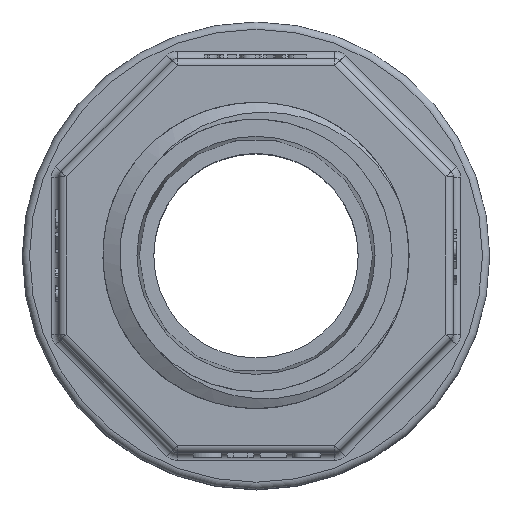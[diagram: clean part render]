
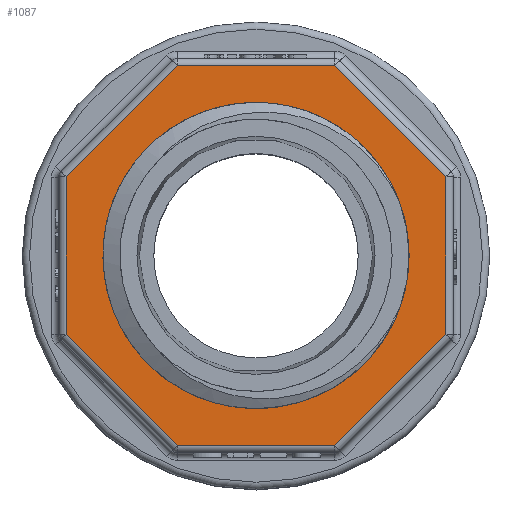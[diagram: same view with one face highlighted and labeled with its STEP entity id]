
A CAD part, top view. The second image highlights one B-rep face of the part: STEP entity #1087.
In plain terms, the highlighted planar face has unit normal (0, 0, 1).
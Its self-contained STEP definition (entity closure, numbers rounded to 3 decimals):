
#151=LINE('',#10360,#376);
#152=LINE('',#10363,#377);
#153=LINE('',#10365,#378);
#154=LINE('',#10367,#379);
#155=LINE('',#10369,#380);
#156=LINE('',#10371,#381);
#157=LINE('',#10373,#382);
#158=LINE('',#10375,#383);
#376=VECTOR('',#5201,1.);
#377=VECTOR('',#5202,1.);
#378=VECTOR('',#5203,1.);
#379=VECTOR('',#5204,1.);
#380=VECTOR('',#5205,1.);
#381=VECTOR('',#5206,1.);
#382=VECTOR('',#5207,1.);
#383=VECTOR('',#5208,1.);
#705=PLANE('',#4823);
#919=FACE_BOUND('',#1644,.T.);
#920=FACE_BOUND('',#1645,.T.);
#993=CIRCLE('',#4821,9.316);
#994=CIRCLE('',#4822,10.478);
#1087=ADVANCED_FACE('',(#919,#920),#705,.T.);
#1644=EDGE_LOOP('',(#2158,#2159,#2160,#2161,#2162,#2163,#2164,#2165));
#1645=EDGE_LOOP('',(#2166,#2167,#2168,#2169));
#2158=ORIENTED_EDGE('',*,*,#3906,.T.);
#2159=ORIENTED_EDGE('',*,*,#3907,.T.);
#2160=ORIENTED_EDGE('',*,*,#3908,.T.);
#2161=ORIENTED_EDGE('',*,*,#3909,.T.);
#2162=ORIENTED_EDGE('',*,*,#3910,.T.);
#2163=ORIENTED_EDGE('',*,*,#3911,.T.);
#2164=ORIENTED_EDGE('',*,*,#3912,.T.);
#2165=ORIENTED_EDGE('',*,*,#3913,.T.);
#2166=ORIENTED_EDGE('',*,*,#3914,.F.);
#2167=ORIENTED_EDGE('',*,*,#3915,.F.);
#2168=ORIENTED_EDGE('',*,*,#3916,.F.);
#2169=ORIENTED_EDGE('',*,*,#3917,.F.);
#3462=VERTEX_POINT('',#10361);
#3463=VERTEX_POINT('',#10362);
#3464=VERTEX_POINT('',#10364);
#3465=VERTEX_POINT('',#10366);
#3466=VERTEX_POINT('',#10368);
#3467=VERTEX_POINT('',#10370);
#3468=VERTEX_POINT('',#10372);
#3469=VERTEX_POINT('',#10374);
#3470=VERTEX_POINT('',#10386);
#3471=VERTEX_POINT('',#10387);
#3472=VERTEX_POINT('',#10389);
#3473=VERTEX_POINT('',#10398);
#3906=EDGE_CURVE('',#3462,#3463,#151,.T.);
#3907=EDGE_CURVE('',#3463,#3464,#152,.T.);
#3908=EDGE_CURVE('',#3464,#3465,#153,.T.);
#3909=EDGE_CURVE('',#3465,#3466,#154,.T.);
#3910=EDGE_CURVE('',#3466,#3467,#155,.T.);
#3911=EDGE_CURVE('',#3467,#3468,#156,.T.);
#3912=EDGE_CURVE('',#3468,#3469,#157,.T.);
#3913=EDGE_CURVE('',#3469,#3462,#158,.T.);
#3914=EDGE_CURVE('',#3470,#3471,#4515,.T.);
#3915=EDGE_CURVE('',#3472,#3470,#993,.T.);
#3916=EDGE_CURVE('',#3473,#3472,#4516,.T.);
#3917=EDGE_CURVE('',#3471,#3473,#994,.T.);
#4515=B_SPLINE_CURVE_WITH_KNOTS('',3,(#10376,#10377,#10378,#10379,#10380,
#10381,#10382,#10383,#10384,#10385),.UNSPECIFIED.,.F.,.F.,(4,2,2,2,4),(0.,
0.25,0.5,0.75,1.),.UNSPECIFIED.);
#4516=B_SPLINE_CURVE_WITH_KNOTS('',3,(#10390,#10391,#10392,#10393,#10394,
#10395,#10396,#10397),.UNSPECIFIED.,.F.,.F.,(4,2,2,4),(0.,0.5,0.75,1.),
 .UNSPECIFIED.);
#4821=AXIS2_PLACEMENT_3D('',#10388,#5209,#5210);
#4822=AXIS2_PLACEMENT_3D('',#10399,#5211,#5212);
#4823=AXIS2_PLACEMENT_3D('',#10400,#5213,#5214);
#5201=DIRECTION('',(-0.707,-0.707,0.));
#5202=DIRECTION('',(0.,-1.,0.));
#5203=DIRECTION('',(0.707,-0.707,0.));
#5204=DIRECTION('',(1.,0.,0.));
#5205=DIRECTION('',(0.707,0.707,0.));
#5206=DIRECTION('',(0.,1.,0.));
#5207=DIRECTION('',(-0.707,0.707,0.));
#5208=DIRECTION('',(-1.,0.,0.));
#5209=DIRECTION('',(0.,0.,1.));
#5210=DIRECTION('',(1.,0.,0.));
#5211=DIRECTION('',(0.,0.,1.));
#5212=DIRECTION('',(1.,0.,0.));
#5213=DIRECTION('',(0.,0.,1.));
#5214=DIRECTION('',(1.,0.,0.));
#10360=CARTESIAN_POINT('',(-13.,5.385,29.2));
#10361=CARTESIAN_POINT('',(-5.385,13.,29.2));
#10362=CARTESIAN_POINT('',(-13.,5.385,29.2));
#10363=CARTESIAN_POINT('',(-13.,-5.385,29.2));
#10364=CARTESIAN_POINT('',(-13.,-5.385,29.2));
#10365=CARTESIAN_POINT('',(-5.385,-13.,29.2));
#10366=CARTESIAN_POINT('',(-5.385,-13.,29.2));
#10367=CARTESIAN_POINT('',(5.385,-13.,29.2));
#10368=CARTESIAN_POINT('',(5.385,-13.,29.2));
#10369=CARTESIAN_POINT('',(13.,-5.385,29.2));
#10370=CARTESIAN_POINT('',(13.,-5.385,29.2));
#10371=CARTESIAN_POINT('',(13.,5.385,29.2));
#10372=CARTESIAN_POINT('',(13.,5.385,29.2));
#10373=CARTESIAN_POINT('',(5.385,13.,29.2));
#10374=CARTESIAN_POINT('',(5.385,13.,29.2));
#10375=CARTESIAN_POINT('',(-5.385,13.,29.2));
#10376=CARTESIAN_POINT('',(8.775,3.126,29.2));
#10377=CARTESIAN_POINT('',(8.289,4.799,29.2));
#10378=CARTESIAN_POINT('',(7.336,6.307,29.2));
#10379=CARTESIAN_POINT('',(4.784,8.633,29.2));
#10380=CARTESIAN_POINT('',(3.174,9.448,29.2));
#10381=CARTESIAN_POINT('',(-0.204,10.155,29.2));
#10382=CARTESIAN_POINT('',(-1.982,10.059,29.2));
#10383=CARTESIAN_POINT('',(-5.287,9.,29.2));
#10384=CARTESIAN_POINT('',(-6.788,8.05,29.2));
#10385=CARTESIAN_POINT('',(-7.986,6.783,29.2));
#10386=CARTESIAN_POINT('',(8.775,3.126,29.2));
#10387=CARTESIAN_POINT('',(-7.986,6.783,29.2));
#10388=CARTESIAN_POINT('',(0.,0.,29.2));
#10389=CARTESIAN_POINT('',(8.775,-3.126,29.2));
#10390=CARTESIAN_POINT('',(-7.986,-6.783,29.2));
#10391=CARTESIAN_POINT('',(-5.593,-9.316,29.2));
#10392=CARTESIAN_POINT('',(-1.911,-10.512,29.2));
#10393=CARTESIAN_POINT('',(3.182,-9.447,29.2));
#10394=CARTESIAN_POINT('',(4.774,-8.639,29.2));
#10395=CARTESIAN_POINT('',(7.326,-6.319,29.2));
#10396=CARTESIAN_POINT('',(8.288,-4.803,29.2));
#10397=CARTESIAN_POINT('',(8.775,-3.126,29.2));
#10398=CARTESIAN_POINT('',(-7.986,-6.783,29.2));
#10399=CARTESIAN_POINT('',(0.,0.,29.2));
#10400=CARTESIAN_POINT('',(0.,0.,29.2));
